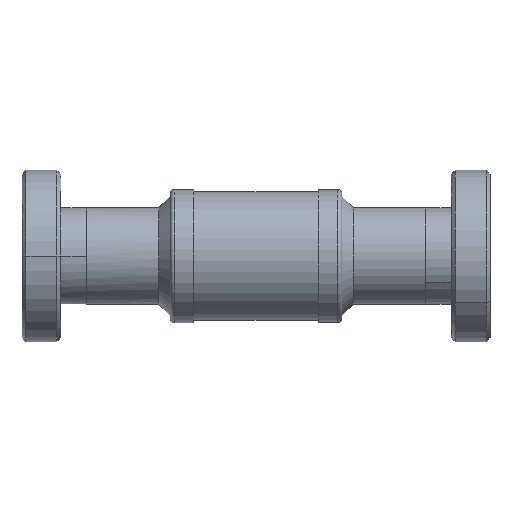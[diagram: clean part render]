
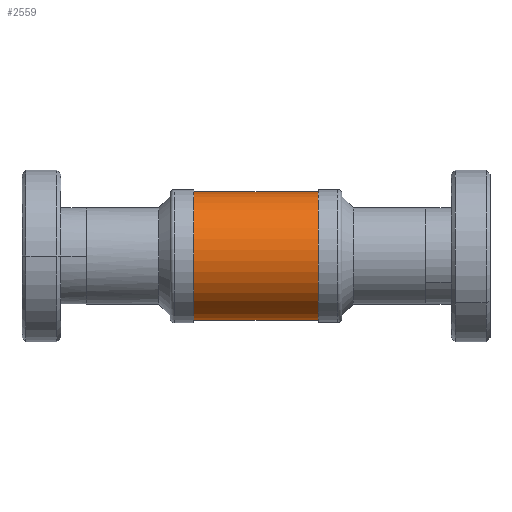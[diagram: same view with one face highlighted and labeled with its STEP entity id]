
A CAD part, left-side view. The second image highlights one B-rep face of the part: STEP entity #2559.
In plain terms, the highlighted cylindrical face has radius 12.7 mm (diameter 25.4 mm), a partial arc.
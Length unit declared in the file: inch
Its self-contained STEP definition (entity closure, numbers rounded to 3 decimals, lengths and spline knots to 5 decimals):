
#56 = CARTESIAN_POINT ( 'NONE',  ( 0.03912, 0.13697, -0.49847 ) ) ;
#84 = DIRECTION ( 'NONE',  ( 0., 1., 0. ) ) ;
#311 = LINE ( 'NONE', #56, #2615 ) ;
#385 = EDGE_CURVE ( 'NONE', #570, #2782, #2407, .T. ) ;
#444 = DIRECTION ( 'NONE',  ( 0.078, 0., -0.997 ) ) ;
#463 = DIRECTION ( 'NONE',  ( 0., -1., 0. ) ) ;
#542 = EDGE_LOOP ( 'NONE', ( #1733, #3022, #1575, #2695 ) ) ;
#570 = VERTEX_POINT ( 'NONE', #2587 ) ;
#610 = DIRECTION ( 'NONE',  ( 0., 1., 0. ) ) ;
#618 = CARTESIAN_POINT ( 'NONE',  ( -0.03912, 0.13697, 0.49847 ) ) ;
#648 = DIRECTION ( 'NONE',  ( -0.078, 0., 0.997 ) ) ;
#667 = CIRCLE ( 'NONE', #2544, 0.5 ) ;
#701 = CARTESIAN_POINT ( 'NONE',  ( -0.03912, -1.33253, 0.49847 ) ) ;
#822 = DIRECTION ( 'NONE',  ( 0., 1., 0. ) ) ;
#843 = VERTEX_POINT ( 'NONE', #2688 ) ;
#1098 = DIRECTION ( 'NONE',  ( 0., 1., 0. ) ) ;
#1104 = EDGE_CURVE ( 'NONE', #843, #570, #667, .T. ) ;
#1167 = CYLINDRICAL_SURFACE ( 'NONE', #3317, 0.5 ) ;
#1206 = EDGE_CURVE ( 'NONE', #2782, #1722, #2545, .T. ) ;
#1550 = EDGE_CURVE ( 'NONE', #843, #1722, #311, .T. ) ;
#1575 = ORIENTED_EDGE ( 'NONE', *, *, #385, .T. ) ;
#1665 = FACE_OUTER_BOUND ( 'NONE', #542, .T. ) ;
#1722 = VERTEX_POINT ( 'NONE', #3020 ) ;
#1733 = ORIENTED_EDGE ( 'NONE', *, *, #1550, .F. ) ;
#1734 = CARTESIAN_POINT ( 'NONE',  ( 0., -1.33253, 0. ) ) ;
#2407 = LINE ( 'NONE', #618, #2954 ) ;
#2544 = AXIS2_PLACEMENT_3D ( 'NONE', #2956, #610, #648 ) ;
#2545 = CIRCLE ( 'NONE', #2926, 0.5 ) ;
#2559 = ADVANCED_FACE ( 'NONE', ( #1665 ), #1167, .T. ) ;
#2587 = CARTESIAN_POINT ( 'NONE',  ( -0.03912, -2.29747, 0.49847 ) ) ;
#2615 = VECTOR ( 'NONE', #1098, 39.37008 ) ;
#2688 = CARTESIAN_POINT ( 'NONE',  ( 0.03912, -2.29747, -0.49847 ) ) ;
#2695 = ORIENTED_EDGE ( 'NONE', *, *, #1206, .T. ) ;
#2782 = VERTEX_POINT ( 'NONE', #701 ) ;
#2898 = DIRECTION ( 'NONE',  ( -0.078, 0., 0.997 ) ) ;
#2926 = AXIS2_PLACEMENT_3D ( 'NONE', #1734, #463, #444 ) ;
#2954 = VECTOR ( 'NONE', #84, 39.37008 ) ;
#2956 = CARTESIAN_POINT ( 'NONE',  ( 0., -2.29747, 0. ) ) ;
#3020 = CARTESIAN_POINT ( 'NONE',  ( 0.03912, -1.33253, -0.49847 ) ) ;
#3022 = ORIENTED_EDGE ( 'NONE', *, *, #1104, .T. ) ;
#3135 = CARTESIAN_POINT ( 'NONE',  ( 0., 0.13697, 0. ) ) ;
#3317 = AXIS2_PLACEMENT_3D ( 'NONE', #3135, #822, #2898 ) ;
